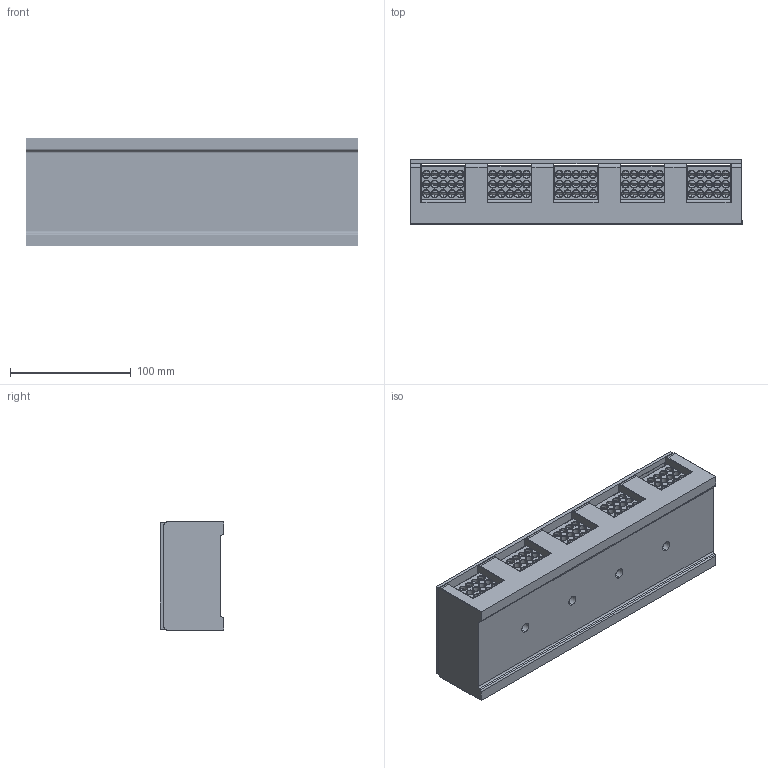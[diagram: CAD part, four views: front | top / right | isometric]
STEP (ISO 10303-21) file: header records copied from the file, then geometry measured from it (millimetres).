
FILE_DESCRIPTION((''),'2;1');
FILE_NAME('UDJ-3005_15_10','2024-07-05T',('dell'),(''),'PRO/ENGINEER BY PARAMETRIC TECHNOLOGY CORPORATION, 2013230','PRO/ENGINEER BY PARAMETRIC TECHNOLOGY CORPORATION, 2013230','');
FILE_SCHEMA(('AUTOMOTIVE_DESIGN { 1 0 10303 214 1 1 1 1 }'));
Products named in the file (1): UDJ-3005_15_10
Bounding box: 275 x 53 x 90 mm (x, y, z)
Volume: 889832.9 mm3; surface area: 235270.4 mm2
Topology: 6 solids, 34 shells, 4812 faces, 13968 edges, 8977 vertices
Faces by surface type: plane 2461, cylinder 1184, cone 770, bspline 180, sphere 170, torus 44, extrusion 3
Entity records: 173593 total; most frequent: CARTESIAN_POINT 47954, ORIENTED_EDGE 27176, DIRECTION 25622, EDGE_CURVE 13588, AXIS2_PLACEMENT_3D 9007, VERTEX_POINT 8977, VECTOR 7608, LINE 7605
